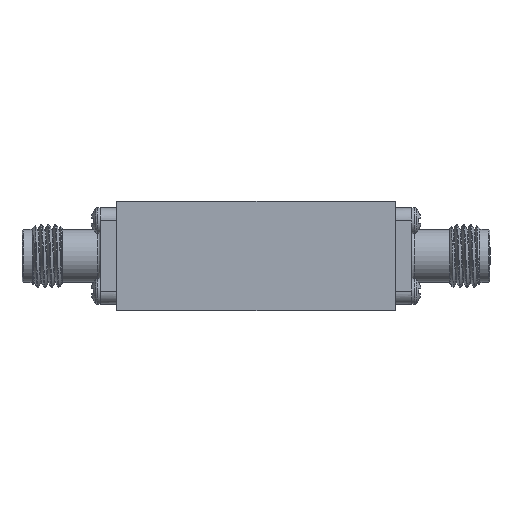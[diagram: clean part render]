
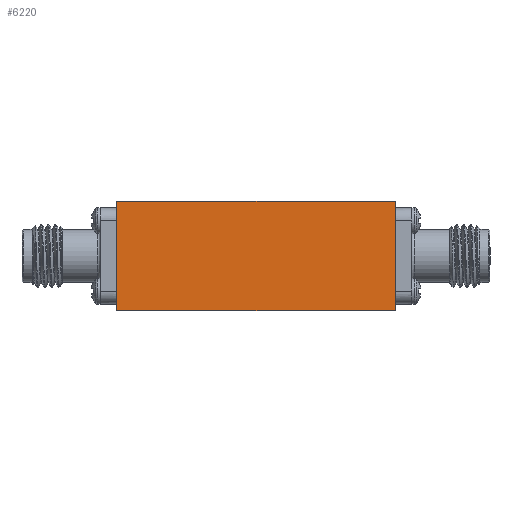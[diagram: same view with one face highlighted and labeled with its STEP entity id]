
A CAD part, front view. The second image highlights one B-rep face of the part: STEP entity #6220.
In plain terms, the highlighted planar face has unit normal (0, -1, 0).
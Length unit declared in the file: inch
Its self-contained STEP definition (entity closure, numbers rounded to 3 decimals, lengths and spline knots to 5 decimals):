
#602 = VECTOR ( 'NONE', #22022, 39.37008 ) ;
#690 = LINE ( 'NONE', #23390, #693 ) ;
#693 = VECTOR ( 'NONE', #10765, 39.37008 ) ;
#1316 = DIRECTION ( 'NONE',  ( 0., 1., 0. ) ) ;
#2136 = LINE ( 'NONE', #4608, #602 ) ;
#4608 = CARTESIAN_POINT ( 'NONE',  ( -0.55118, -0.29528, 0.21654 ) ) ;
#5812 = VERTEX_POINT ( 'NONE', #26251 ) ;
#6220 = ADVANCED_FACE ( 'NONE', ( #16882 ), #16384, .F. ) ;
#8395 = CARTESIAN_POINT ( 'NONE',  ( -0.55118, -0.29528, -0.21654 ) ) ;
#8991 = CARTESIAN_POINT ( 'NONE',  ( 0.55118, -0.29528, -0.21654 ) ) ;
#10765 = DIRECTION ( 'NONE',  ( 1., 0., 0. ) ) ;
#11505 = AXIS2_PLACEMENT_3D ( 'NONE', #11740, #1316, #14216 ) ;
#11740 = CARTESIAN_POINT ( 'NONE',  ( -0.55118, -0.29528, 0.21654 ) ) ;
#12393 = LINE ( 'NONE', #22510, #15110 ) ;
#13064 = VERTEX_POINT ( 'NONE', #8991 ) ;
#14216 = DIRECTION ( 'NONE',  ( 0., 0., 1. ) ) ;
#15110 = VECTOR ( 'NONE', #27197, 39.37008 ) ;
#16384 = PLANE ( 'NONE',  #11505 ) ;
#16882 = FACE_OUTER_BOUND ( 'NONE', #17720, .T. ) ;
#17158 = VERTEX_POINT ( 'NONE', #27885 ) ;
#17294 = CARTESIAN_POINT ( 'NONE',  ( -0.55118, -0.29528, 0.21654 ) ) ;
#17720 = EDGE_LOOP ( 'NONE', ( #17952, #27055, #29444, #24229 ) ) ;
#17952 = ORIENTED_EDGE ( 'NONE', *, *, #27922, .T. ) ;
#19442 = LINE ( 'NONE', #17294, #31525 ) ;
#19714 = EDGE_CURVE ( 'NONE', #17158, #21766, #2136, .T. ) ;
#21766 = VERTEX_POINT ( 'NONE', #8395 ) ;
#22022 = DIRECTION ( 'NONE',  ( 0., 0., -1. ) ) ;
#22510 = CARTESIAN_POINT ( 'NONE',  ( 0.55118, -0.29528, 0.21654 ) ) ;
#23390 = CARTESIAN_POINT ( 'NONE',  ( -0.55118, -0.29528, -0.21654 ) ) ;
#24229 = ORIENTED_EDGE ( 'NONE', *, *, #19714, .T. ) ;
#26251 = CARTESIAN_POINT ( 'NONE',  ( 0.55118, -0.29528, 0.21654 ) ) ;
#27055 = ORIENTED_EDGE ( 'NONE', *, *, #31744, .F. ) ;
#27197 = DIRECTION ( 'NONE',  ( 0., 0., -1. ) ) ;
#27885 = CARTESIAN_POINT ( 'NONE',  ( -0.55118, -0.29528, 0.21654 ) ) ;
#27922 = EDGE_CURVE ( 'NONE', #21766, #13064, #690, .T. ) ;
#29444 = ORIENTED_EDGE ( 'NONE', *, *, #31512, .F. ) ;
#30066 = DIRECTION ( 'NONE',  ( 1., 0., 0. ) ) ;
#31512 = EDGE_CURVE ( 'NONE', #17158, #5812, #19442, .T. ) ;
#31525 = VECTOR ( 'NONE', #30066, 39.37008 ) ;
#31744 = EDGE_CURVE ( 'NONE', #5812, #13064, #12393, .T. ) ;
